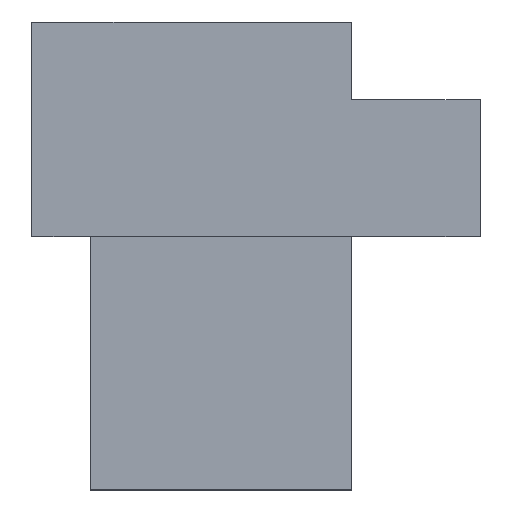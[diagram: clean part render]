
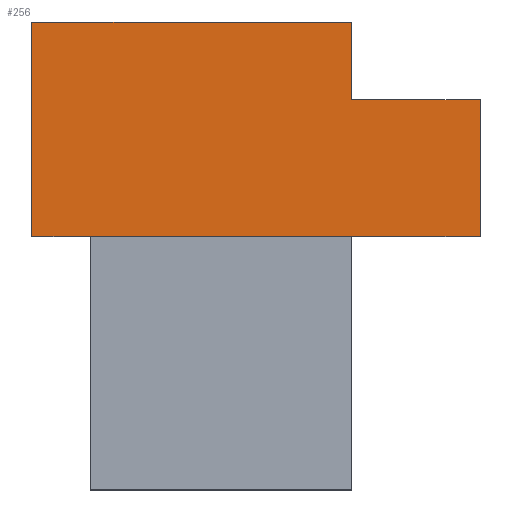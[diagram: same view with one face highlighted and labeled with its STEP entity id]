
A CAD part, top view. The second image highlights one B-rep face of the part: STEP entity #256.
In plain terms, the highlighted planar face has unit normal (0, 0, 1).
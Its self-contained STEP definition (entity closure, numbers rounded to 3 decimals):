
#22=FACE_OUTER_BOUND('',#36,.T.);
#36=EDGE_LOOP('',(#201,#202,#203,#204,#205,#206,#207,#208));
#44=LINE('',#361,#78);
#48=LINE('',#369,#82);
#52=LINE('',#378,#86);
#56=LINE('',#385,#90);
#63=LINE('',#399,#97);
#66=LINE('',#405,#100);
#69=LINE('',#410,#103);
#70=LINE('',#411,#104);
#78=VECTOR('',#296,10.);
#82=VECTOR('',#302,10.);
#86=VECTOR('',#308,10.);
#90=VECTOR('',#314,10.);
#97=VECTOR('',#325,10.);
#100=VECTOR('',#330,10.);
#103=VECTOR('',#335,10.);
#104=VECTOR('',#336,10.);
#111=VERTEX_POINT('',#357);
#113=VERTEX_POINT('',#360);
#116=VERTEX_POINT('',#368);
#119=VERTEX_POINT('',#375);
#120=VERTEX_POINT('',#377);
#122=VERTEX_POINT('',#383);
#127=VERTEX_POINT('',#398);
#128=VERTEX_POINT('',#402);
#134=EDGE_CURVE('',#111,#113,#44,.T.);
#138=EDGE_CURVE('',#113,#116,#48,.T.);
#142=EDGE_CURVE('',#120,#119,#52,.T.);
#146=EDGE_CURVE('',#119,#122,#56,.T.);
#153=EDGE_CURVE('',#120,#127,#63,.T.);
#156=EDGE_CURVE('',#128,#111,#66,.T.);
#159=EDGE_CURVE('',#116,#122,#69,.T.);
#160=EDGE_CURVE('',#127,#128,#70,.T.);
#201=ORIENTED_EDGE('',*,*,#146,.T.);
#202=ORIENTED_EDGE('',*,*,#159,.F.);
#203=ORIENTED_EDGE('',*,*,#138,.F.);
#204=ORIENTED_EDGE('',*,*,#134,.F.);
#205=ORIENTED_EDGE('',*,*,#156,.F.);
#206=ORIENTED_EDGE('',*,*,#160,.F.);
#207=ORIENTED_EDGE('',*,*,#153,.F.);
#208=ORIENTED_EDGE('',*,*,#142,.T.);
#242=PLANE('',#284);
#256=ADVANCED_FACE('',(#22),#242,.F.);
#284=AXIS2_PLACEMENT_3D('',#409,#333,#334);
#296=DIRECTION('',(-1.,0.,0.));
#302=DIRECTION('',(0.,1.,0.));
#308=DIRECTION('',(-1.,0.,0.));
#314=DIRECTION('',(0.,1.,0.));
#325=DIRECTION('',(0.,-1.,0.));
#330=DIRECTION('',(-1.,0.,0.));
#333=DIRECTION('center_axis',(0.,0.,-1.));
#334=DIRECTION('ref_axis',(-1.,0.,0.));
#335=DIRECTION('',(1.,0.,0.));
#336=DIRECTION('',(-1.,0.,0.));
#357=CARTESIAN_POINT('',(9.15,-29.5,2.35));
#360=CARTESIAN_POINT('',(7.65,-29.5,2.35));
#361=CARTESIAN_POINT('',(9.15,-29.5,2.35));
#368=CARTESIAN_POINT('',(7.65,-24.,2.35));
#369=CARTESIAN_POINT('',(7.65,-24.,2.35));
#375=CARTESIAN_POINT('',(15.85,-26.,2.35));
#377=CARTESIAN_POINT('',(19.15,-26.,2.35));
#378=CARTESIAN_POINT('',(16.65,-26.,2.35));
#383=CARTESIAN_POINT('',(15.85,-24.,2.35));
#385=CARTESIAN_POINT('',(15.85,-26.375,2.35));
#398=CARTESIAN_POINT('',(19.15,-29.5,2.35));
#399=CARTESIAN_POINT('',(19.15,-25.375,2.35));
#402=CARTESIAN_POINT('',(15.85,-29.5,2.35));
#405=CARTESIAN_POINT('',(19.15,-29.5,2.35));
#409=CARTESIAN_POINT('Origin',(14.15,-26.75,2.35));
#410=CARTESIAN_POINT('',(13.325,-24.,2.35));
#411=CARTESIAN_POINT('',(16.65,-29.5,2.35));
